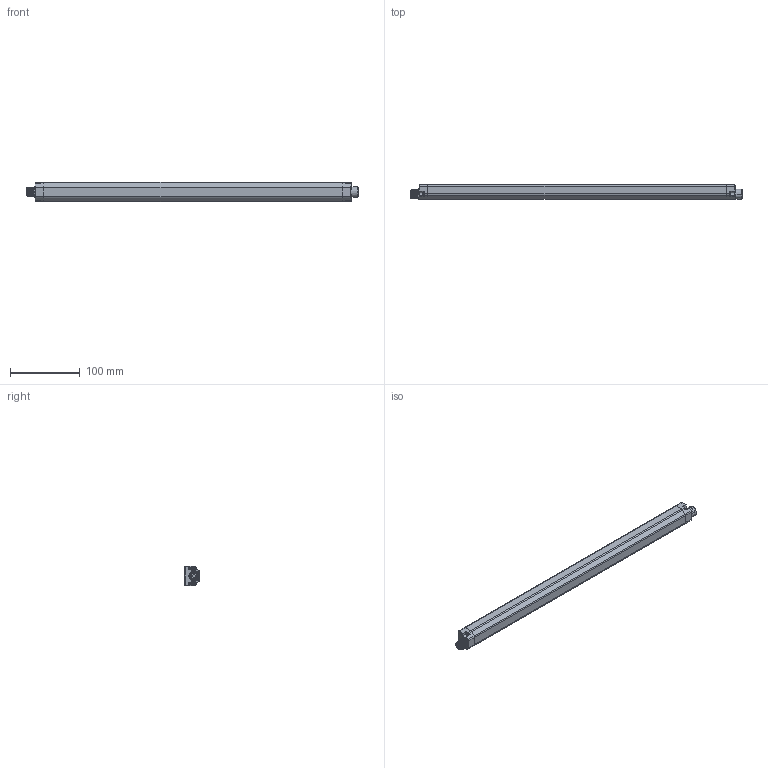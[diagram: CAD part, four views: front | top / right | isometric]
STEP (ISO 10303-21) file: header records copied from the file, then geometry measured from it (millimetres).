
FILE_DESCRIPTION((''),'2;1');
FILE_NAME('157894_SM01_ASM','2023-06-23T09:04:46',('banengservice'),('BANNER ENGINEERING'),'CREO PARAMETRIC BY PTC INC, 2022414','CREO PARAMETRIC BY PTC INC, 2022414','');
FILE_SCHEMA(('CONFIG_CONTROL_DESIGN'));
Length unit declared in the file: inch
Products named in the file (2): 157894_EP01; 157894_SM01_ASM
Assembly tree (1 placements, depth 2):
  157894_SM01_ASM
    157894_EP01
Bounding box: 475 x 20.99 x 28 mm (x, y, z)
Volume: 240994.8 mm3; surface area: 45800.2 mm2
Topology: 1 solids, 1 shells, 547 faces, 1407 edges, 891 vertices
Faces by surface type: cylinder 222, plane 188, cone 79, torus 25, bspline 25, sphere 8
Entity records: 27240 total; most frequent: CARTESIAN_POINT 13818, DIRECTION 2838, ORIENTED_EDGE 2798, EDGE_CURVE 1399, AXIS2_PLACEMENT_3D 1058, VERTEX_POINT 891, VECTOR 722, LINE 722
